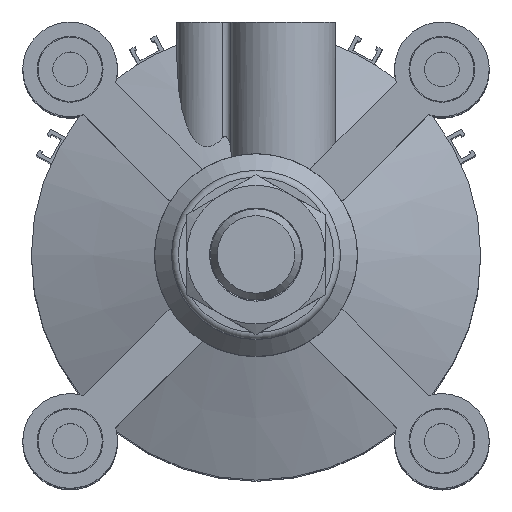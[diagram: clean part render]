
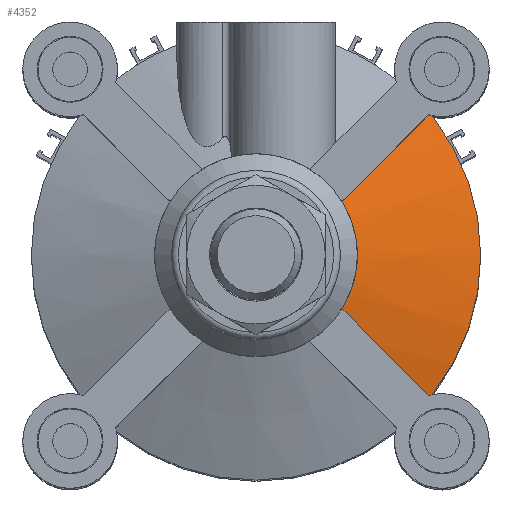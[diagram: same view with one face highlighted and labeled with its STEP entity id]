
A CAD part, top view. The second image highlights one B-rep face of the part: STEP entity #4352.
In plain terms, the highlighted conical face has half-angle 70 degrees and reference radius 48.25 mm.
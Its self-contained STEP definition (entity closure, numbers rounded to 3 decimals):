
#24=(
BOUNDED_CURVE()
B_SPLINE_CURVE(2,(#6986,#6987,#6988),.UNSPECIFIED.,.F.,.F.)
B_SPLINE_CURVE_WITH_KNOTS((3,3),(0.,3.856),.UNSPECIFIED.)
CURVE()
GEOMETRIC_REPRESENTATION_ITEM()
RATIONAL_B_SPLINE_CURVE((1.,1.08,1.))
REPRESENTATION_ITEM('')
);
#29=(
BOUNDED_CURVE()
B_SPLINE_CURVE(2,(#7215,#7216,#7217),.UNSPECIFIED.,.F.,.F.)
B_SPLINE_CURVE_WITH_KNOTS((3,3),(0.,3.856),.UNSPECIFIED.)
CURVE()
GEOMETRIC_REPRESENTATION_ITEM()
RATIONAL_B_SPLINE_CURVE((1.,1.08,1.))
REPRESENTATION_ITEM('')
);
#66=CONICAL_SURFACE('',#4794,48.25,1.222);
#101=B_SPLINE_CURVE_WITH_KNOTS('',3,(#7088,#7089,#7090,#7091),
 .UNSPECIFIED.,.F.,.F.,(4,4),(2.595,2.698),
 .UNSPECIFIED.);
#103=B_SPLINE_CURVE_WITH_KNOTS('',3,(#7112,#7113,#7114,#7115),
 .UNSPECIFIED.,.F.,.F.,(4,4),(1.143,1.245),
 .UNSPECIFIED.);
#252=CIRCLE('',#4785,30.);
#258=CIRCLE('',#4795,66.5);
#1179=ORIENTED_EDGE('',*,*,#2001,.T.);
#1180=ORIENTED_EDGE('',*,*,#1955,.T.);
#1181=ORIENTED_EDGE('',*,*,#2031,.F.);
#1182=ORIENTED_EDGE('',*,*,#2038,.T.);
#1183=ORIENTED_EDGE('',*,*,#1993,.T.);
#1184=ORIENTED_EDGE('',*,*,#2041,.T.);
#1955=EDGE_CURVE('',#2466,#2467,#24,.T.);
#1993=EDGE_CURVE('',#2494,#2501,#101,.T.);
#2001=EDGE_CURVE('',#2507,#2466,#103,.T.);
#2031=EDGE_CURVE('',#2526,#2467,#252,.T.);
#2038=EDGE_CURVE('',#2526,#2494,#29,.T.);
#2041=EDGE_CURVE('',#2501,#2507,#258,.T.);
#2466=VERTEX_POINT('',#6989);
#2467=VERTEX_POINT('',#6990);
#2494=VERTEX_POINT('',#7071);
#2501=VERTEX_POINT('',#7087);
#2507=VERTEX_POINT('',#7116);
#2526=VERTEX_POINT('',#7202);
#3517=EDGE_LOOP('',(#1179,#1180,#1181,#1182,#1183,#1184));
#3883=FACE_BOUND('',#3517,.T.);
#4352=ADVANCED_FACE('',(#3883),#66,.T.);
#4785=AXIS2_PLACEMENT_3D('',#7203,#5784,#5785);
#4794=AXIS2_PLACEMENT_3D('',#7221,#5805,#5806);
#4795=AXIS2_PLACEMENT_3D('',#7222,#5807,#5808);
#5784=DIRECTION('',(0.,1.,0.));
#5785=DIRECTION('',(-1.,0.,0.));
#5805=DIRECTION('',(0.,-1.,0.));
#5806=DIRECTION('',(-1.,0.,0.));
#5807=DIRECTION('',(0.,1.,0.));
#5808=DIRECTION('',(-1.,0.,0.));
#6986=CARTESIAN_POINT('',(41.554,12.232,51.1));
#6987=CARTESIAN_POINT('',(23.926,21.258,33.472));
#6988=CARTESIAN_POINT('',(15.896,25.285,25.442));
#6989=CARTESIAN_POINT('',(41.554,12.232,51.1));
#6990=CARTESIAN_POINT('',(15.896,25.285,25.442));
#7071=CARTESIAN_POINT('',(-41.554,12.232,51.1));
#7087=CARTESIAN_POINT('',(-41.299,12.,52.121));
#7088=CARTESIAN_POINT('',(-41.554,12.232,51.1));
#7089=CARTESIAN_POINT('',(-41.455,12.158,51.441));
#7090=CARTESIAN_POINT('',(-41.37,12.081,51.782));
#7091=CARTESIAN_POINT('',(-41.299,12.,52.121));
#7112=CARTESIAN_POINT('',(41.299,12.,52.121));
#7113=CARTESIAN_POINT('',(41.37,12.081,51.782));
#7114=CARTESIAN_POINT('',(41.455,12.158,51.441));
#7115=CARTESIAN_POINT('',(41.554,12.232,51.1));
#7116=CARTESIAN_POINT('',(41.299,12.,52.121));
#7202=CARTESIAN_POINT('',(-15.896,25.285,25.442));
#7203=CARTESIAN_POINT('',(0.,25.285,0.));
#7215=CARTESIAN_POINT('',(-15.896,25.285,25.442));
#7216=CARTESIAN_POINT('',(-23.926,21.258,33.472));
#7217=CARTESIAN_POINT('',(-41.554,12.232,51.1));
#7221=CARTESIAN_POINT('',(0.,18.642,0.));
#7222=CARTESIAN_POINT('',(0.,12.,0.));
